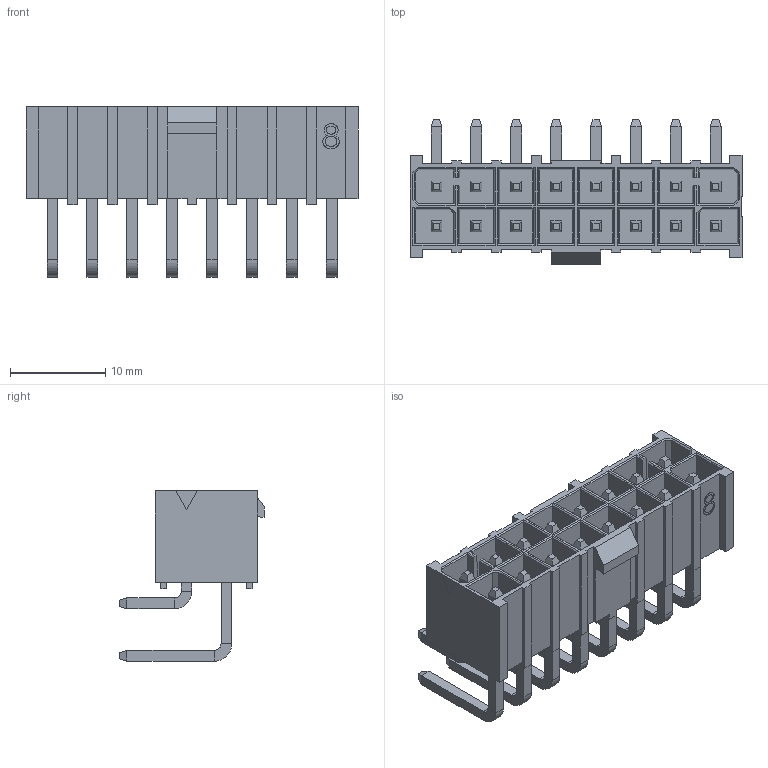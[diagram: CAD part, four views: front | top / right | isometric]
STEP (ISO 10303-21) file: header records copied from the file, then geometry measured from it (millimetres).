
FILE_DESCRIPTION( ('This file contains a STEP AP42 implementation' ,'as created by ZW3D STEP Interface translator.') ,'2;1' );
FILE_NAME( 'WF41901A-2WR08XXB01.stp' ,'24 1 8.172345', (''), ('ZWCAD Software Co.'), 'Version 1.0', 'ZW3D to STEP translator', '' );
FILE_SCHEMA(('AUTOMOTIVE_DESIGN { 1 0 10303 214 1 1 1 1 }'));
Length unit declared in the file: millimetre
Products named in the file (2): 0; WF41901A-2WR08XXB01
Bounding box: 34.87 x 15.19 x 17.9 mm (x, y, z)
Volume: 1863.5 mm3; surface area: 5114.3 mm2
Topology: 1 solids, 1 shells, 1103 faces, 2737 edges, 1716 vertices
Faces by surface type: plane 1017, bspline 48, cylinder 38
Entity records: 32953 total; most frequent: CARTESIAN_POINT 5931, ORIENTED_EDGE 5474, DIRECTION 4887, EDGE_CURVE 2737, VECTOR 2623, LINE 2623, VERTEX_POINT 1716, EDGE_LOOP 1183
